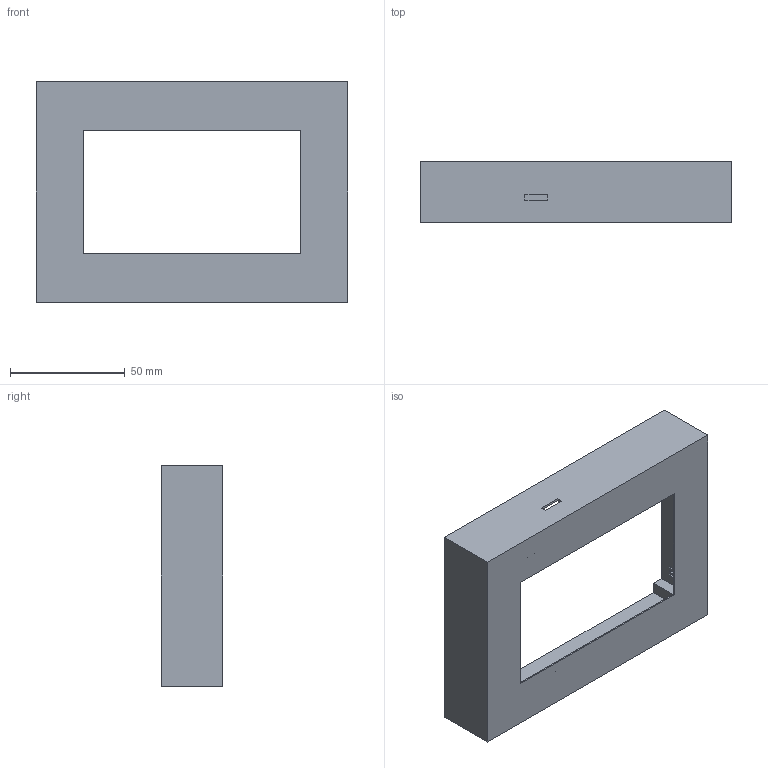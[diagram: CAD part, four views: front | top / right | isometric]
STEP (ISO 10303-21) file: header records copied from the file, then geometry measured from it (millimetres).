
FILE_DESCRIPTION((''),'2;1');
FILE_NAME('SCHERMO2','2022-12-26T09:54:54',('alexb'),(''),'CREO PARAMETRIC BY PTC INC, 2022164','CREO PARAMETRIC BY PTC INC, 2022164','');
FILE_SCHEMA(('CONFIG_CONTROL_DESIGN'));
Length unit declared in the file: millimetre
Products named in the file (1): SCHERMO2
Bounding box: 136 x 26.68 x 96 mm (x, y, z)
Volume: 51119.3 mm3; surface area: 40308.6 mm2
Topology: 1 solids, 1 shells, 79 faces, 198 edges, 132 vertices
Faces by surface type: plane 61, cylinder 18
Entity records: 2406 total; most frequent: CARTESIAN_POINT 409, ORIENTED_EDGE 396, DIRECTION 392, EDGE_CURVE 198, VECTOR 162, LINE 162, VERTEX_POINT 132, AXIS2_PLACEMENT_3D 115
